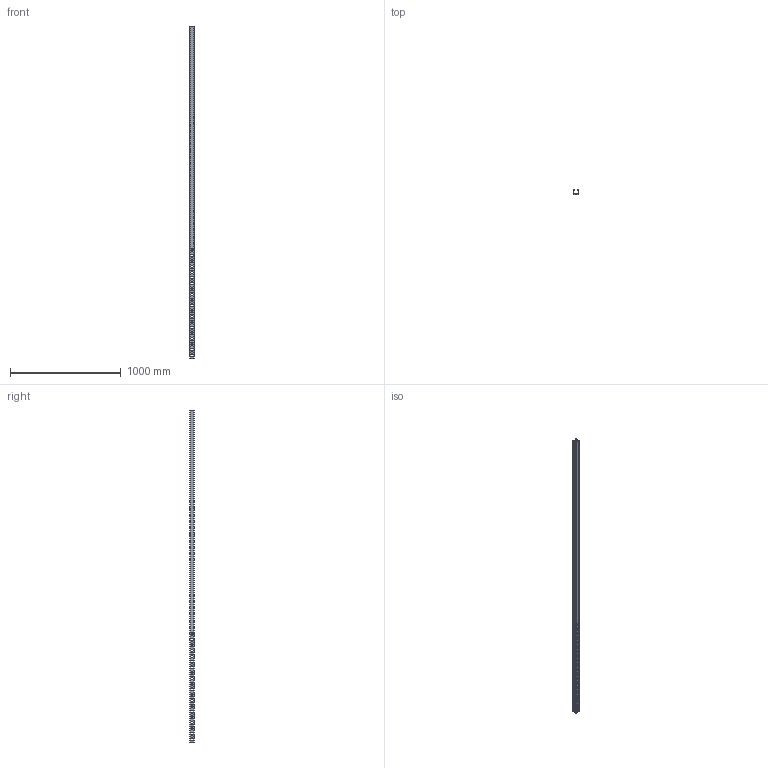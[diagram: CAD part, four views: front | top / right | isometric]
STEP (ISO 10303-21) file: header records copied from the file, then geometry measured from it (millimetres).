
FILE_DESCRIPTION (( 'STEP AP214' ), '1' );
FILE_NAME ('1123023.STEP', '2026-02-11T10:37:59', ( '' ), ( '' ), 'SwSTEP 2.0', 'SolidWorks 2024', '' );
FILE_SCHEMA (( 'AUTOMOTIVE_DESIGN' ));
Length unit declared in the file: millimetre
Products named in the file (1): 1123023
Bounding box: 41 x 41 x 3000 mm (x, y, z)
Volume: 768059.7 mm3; surface area: 805497.5 mm2
Topology: 1 solids, 1 shells, 1150 faces, 3022 edges, 2004 vertices
Faces by surface type: plane 592, cylinder 558
Entity records: 36009 total; most frequent: DIRECTION 6440, CARTESIAN_POINT 6177, ORIENTED_EDGE 6044, EDGE_CURVE 3022, AXIS2_PLACEMENT_3D 2267, VERTEX_POINT 2004, LINE 1906, VECTOR 1906
